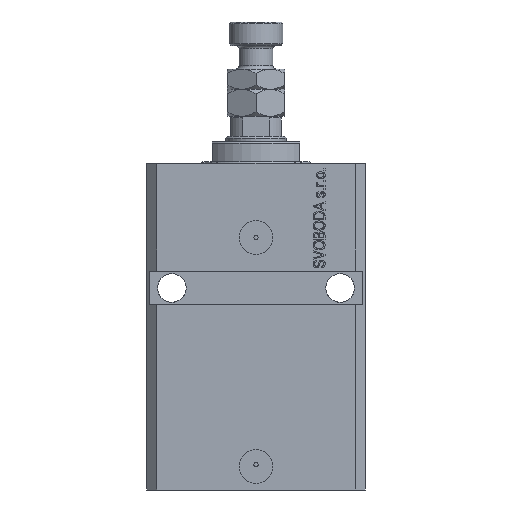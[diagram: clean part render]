
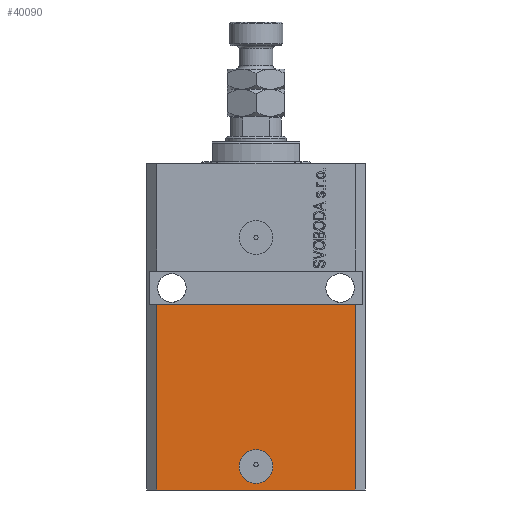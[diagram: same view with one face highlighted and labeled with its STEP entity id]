
A CAD part, front view. The second image highlights one B-rep face of the part: STEP entity #40090.
In plain terms, the highlighted planar face has unit normal (0, -1, 0).
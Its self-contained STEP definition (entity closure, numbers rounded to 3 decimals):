
#1922 = DIRECTION ( 'NONE',  ( 0., -1., 0. ) ) ;
#3279 = CIRCLE ( 'NONE', #11159, 5. ) ;
#5132 = CARTESIAN_POINT ( 'NONE',  ( -29.5, -22.5, -97. ) ) ;
#5396 = AXIS2_PLACEMENT_3D ( 'NONE', #8696, #7542, #30011 ) ;
#5412 = EDGE_CURVE ( 'NONE', #45218, #41377, #18240, .T. ) ;
#5859 = FACE_OUTER_BOUND ( 'NONE', #29407, .T. ) ;
#6453 = VECTOR ( 'NONE', #47084, 1000. ) ;
#6589 = CARTESIAN_POINT ( 'NONE',  ( 0., -22.5, -90. ) ) ;
#7542 = DIRECTION ( 'NONE',  ( 0., -1., 0. ) ) ;
#8603 = VECTOR ( 'NONE', #45375, 1000. ) ;
#8696 = CARTESIAN_POINT ( 'NONE',  ( 0., -22.5, -90. ) ) ;
#9073 = PLANE ( 'NONE',  #29077 ) ;
#9193 = ORIENTED_EDGE ( 'NONE', *, *, #5412, .T. ) ;
#9784 = CARTESIAN_POINT ( 'NONE',  ( -5., -22.5, -90. ) ) ;
#10040 = DIRECTION ( 'NONE',  ( 0., -1., 0. ) ) ;
#10520 = VERTEX_POINT ( 'NONE', #19503 ) ;
#10689 = DIRECTION ( 'NONE',  ( 1., 0., 0. ) ) ;
#11159 = AXIS2_PLACEMENT_3D ( 'NONE', #6589, #10040, #40154 ) ;
#11727 = EDGE_CURVE ( 'NONE', #25271, #37591, #16963, .T. ) ;
#11787 = EDGE_CURVE ( 'NONE', #10520, #18344, #3279, .T. ) ;
#12527 = CARTESIAN_POINT ( 'NONE',  ( -29.5, -22.5, -97. ) ) ;
#13709 = ORIENTED_EDGE ( 'NONE', *, *, #39293, .F. ) ;
#14349 = CARTESIAN_POINT ( 'NONE',  ( -29.5, -22.5, -42. ) ) ;
#15636 = CIRCLE ( 'NONE', #5396, 5. ) ;
#15821 = DIRECTION ( 'NONE',  ( 1., 0., 0. ) ) ;
#16963 = LINE ( 'NONE', #32037, #6453 ) ;
#18240 = LINE ( 'NONE', #48595, #8603 ) ;
#18344 = VERTEX_POINT ( 'NONE', #9784 ) ;
#19503 = CARTESIAN_POINT ( 'NONE',  ( 5., -22.5, -90. ) ) ;
#21797 = CARTESIAN_POINT ( 'NONE',  ( -29.5, -22.5, -97. ) ) ;
#24860 = DIRECTION ( 'NONE',  ( 1., 0., 0. ) ) ;
#25271 = VERTEX_POINT ( 'NONE', #5132 ) ;
#26174 = EDGE_CURVE ( 'NONE', #37591, #41377, #30899, .T. ) ;
#26910 = ORIENTED_EDGE ( 'NONE', *, *, #41016, .T. ) ;
#27557 = VECTOR ( 'NONE', #10689, 1000. ) ;
#29077 = AXIS2_PLACEMENT_3D ( 'NONE', #12527, #1922, #24860 ) ;
#29407 = EDGE_LOOP ( 'NONE', ( #31751, #35647, #26910, #9193 ) ) ;
#29642 = CARTESIAN_POINT ( 'NONE',  ( 29.5, -22.5, -97. ) ) ;
#30011 = DIRECTION ( 'NONE',  ( 1., 0., 0. ) ) ;
#30899 = LINE ( 'NONE', #44961, #35851 ) ;
#31136 = ORIENTED_EDGE ( 'NONE', *, *, #11787, .F. ) ;
#31751 = ORIENTED_EDGE ( 'NONE', *, *, #26174, .F. ) ;
#32037 = CARTESIAN_POINT ( 'NONE',  ( -29.5, -22.5, -97. ) ) ;
#32522 = FACE_BOUND ( 'NONE', #40918, .T. ) ;
#35647 = ORIENTED_EDGE ( 'NONE', *, *, #11727, .F. ) ;
#35851 = VECTOR ( 'NONE', #15821, 1000. ) ;
#37097 = LINE ( 'NONE', #21797, #27557 ) ;
#37591 = VERTEX_POINT ( 'NONE', #14349 ) ;
#39293 = EDGE_CURVE ( 'NONE', #18344, #10520, #15636, .T. ) ;
#40090 = ADVANCED_FACE ( 'NONE', ( #32522, #5859 ), #9073, .T. ) ;
#40154 = DIRECTION ( 'NONE',  ( 1., 0., 0. ) ) ;
#40918 = EDGE_LOOP ( 'NONE', ( #31136, #13709 ) ) ;
#41016 = EDGE_CURVE ( 'NONE', #25271, #45218, #37097, .T. ) ;
#41377 = VERTEX_POINT ( 'NONE', #46861 ) ;
#44961 = CARTESIAN_POINT ( 'NONE',  ( -32.5, -22.5, -42. ) ) ;
#45218 = VERTEX_POINT ( 'NONE', #29642 ) ;
#45375 = DIRECTION ( 'NONE',  ( 0., 0., 1. ) ) ;
#46861 = CARTESIAN_POINT ( 'NONE',  ( 29.5, -22.5, -42. ) ) ;
#47084 = DIRECTION ( 'NONE',  ( 0., 0., 1. ) ) ;
#48595 = CARTESIAN_POINT ( 'NONE',  ( 29.5, -22.5, -97. ) ) ;
